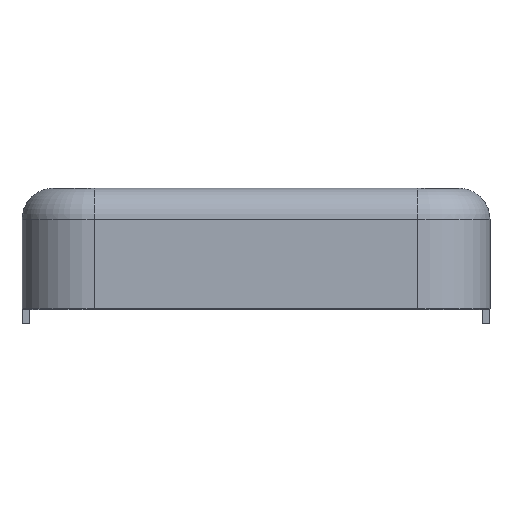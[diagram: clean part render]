
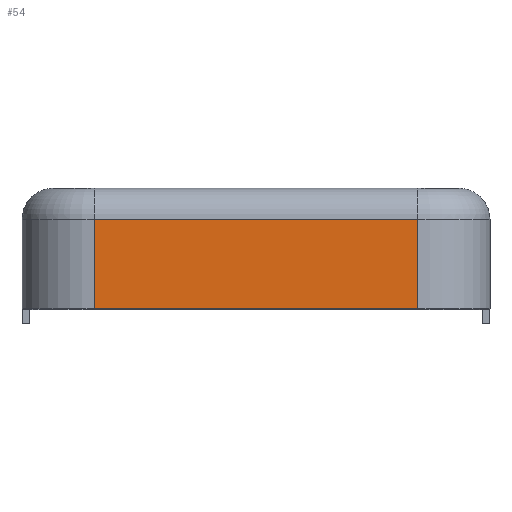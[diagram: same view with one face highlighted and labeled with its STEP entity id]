
A CAD part, top view. The second image highlights one B-rep face of the part: STEP entity #54.
In plain terms, the highlighted planar face has unit normal (0, 0, 1).
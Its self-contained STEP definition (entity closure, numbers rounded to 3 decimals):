
#54 = ADVANCED_FACE ( 'NONE', ( #1716 ), #1783, .T. ) ;
#253 = CARTESIAN_POINT ( 'NONE',  ( -6.7, 0., 14.4 ) ) ;
#258 = EDGE_CURVE ( 'NONE', #2575, #1661, #1152, .T. ) ;
#289 = DIRECTION ( 'NONE',  ( 0., -1., 0. ) ) ;
#382 = AXIS2_PLACEMENT_3D ( 'NONE', #865, #844, #2632 ) ;
#457 = VECTOR ( 'NONE', #934, 1000. ) ;
#490 = EDGE_LOOP ( 'NONE', ( #1083, #831, #842, #2916 ) ) ;
#831 = ORIENTED_EDGE ( 'NONE', *, *, #258, .F. ) ;
#842 = ORIENTED_EDGE ( 'NONE', *, *, #1740, .F. ) ;
#844 = DIRECTION ( 'NONE',  ( 0., 0., 1. ) ) ;
#865 = CARTESIAN_POINT ( 'NONE',  ( -6.7, 0., 14.4 ) ) ;
#887 = VERTEX_POINT ( 'NONE', #1494 ) ;
#934 = DIRECTION ( 'NONE',  ( 0., -1., 0. ) ) ;
#1083 = ORIENTED_EDGE ( 'NONE', *, *, #2068, .T. ) ;
#1152 = LINE ( 'NONE', #2557, #2170 ) ;
#1234 = LINE ( 'NONE', #1739, #1695 ) ;
#1494 = CARTESIAN_POINT ( 'NONE',  ( -6.7, -5., 14.4 ) ) ;
#1661 = VERTEX_POINT ( 'NONE', #2020 ) ;
#1682 = EDGE_CURVE ( 'NONE', #2491, #887, #2887, .T. ) ;
#1693 = CARTESIAN_POINT ( 'NONE',  ( -6.7, -1.3, 14.4 ) ) ;
#1695 = VECTOR ( 'NONE', #1730, 1000. ) ;
#1700 = VECTOR ( 'NONE', #2703, 1000. ) ;
#1716 = FACE_OUTER_BOUND ( 'NONE', #490, .T. ) ;
#1730 = DIRECTION ( 'NONE',  ( 1., 0., 0. ) ) ;
#1739 = CARTESIAN_POINT ( 'NONE',  ( -6.7, -5., 14.4 ) ) ;
#1740 = EDGE_CURVE ( 'NONE', #2491, #2575, #1842, .T. ) ;
#1783 = PLANE ( 'NONE',  #382 ) ;
#1842 = LINE ( 'NONE', #2029, #1700 ) ;
#2020 = CARTESIAN_POINT ( 'NONE',  ( 6.7, -5., 14.4 ) ) ;
#2029 = CARTESIAN_POINT ( 'NONE',  ( -6.7, -1.3, 14.4 ) ) ;
#2068 = EDGE_CURVE ( 'NONE', #887, #1661, #1234, .T. ) ;
#2170 = VECTOR ( 'NONE', #289, 1000. ) ;
#2491 = VERTEX_POINT ( 'NONE', #1693 ) ;
#2557 = CARTESIAN_POINT ( 'NONE',  ( 6.7, 0., 14.4 ) ) ;
#2575 = VERTEX_POINT ( 'NONE', #2842 ) ;
#2632 = DIRECTION ( 'NONE',  ( 1., 0., 0. ) ) ;
#2703 = DIRECTION ( 'NONE',  ( 1., 0., 0. ) ) ;
#2842 = CARTESIAN_POINT ( 'NONE',  ( 6.7, -1.3, 14.4 ) ) ;
#2887 = LINE ( 'NONE', #253, #457 ) ;
#2916 = ORIENTED_EDGE ( 'NONE', *, *, #1682, .T. ) ;
